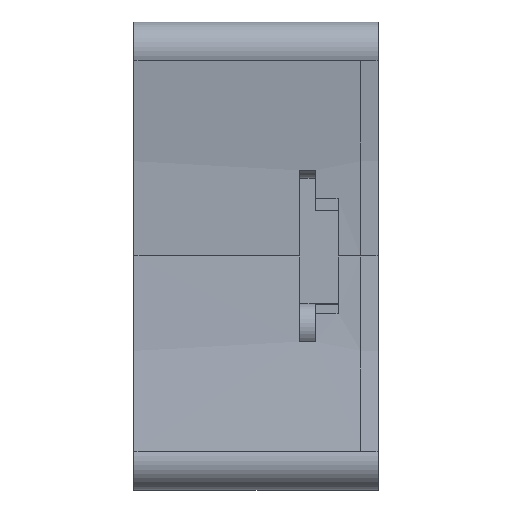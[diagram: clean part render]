
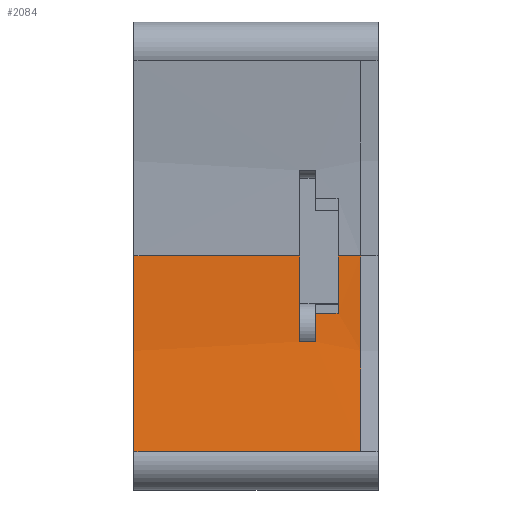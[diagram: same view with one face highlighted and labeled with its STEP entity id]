
A CAD part, left-side view. The second image highlights one B-rep face of the part: STEP entity #2084.
In plain terms, the highlighted free-form (B-spline) face has degree [5, 1] with [10, 2] control points.
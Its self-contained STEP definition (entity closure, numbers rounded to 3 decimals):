
#52=(
BOUNDED_CURVE()
B_SPLINE_CURVE(5,(#3816,#3817,#3818,#3819,#3820,#3821,#3822,#3823,#3824,
#3825),.UNSPECIFIED.,.F.,.F.)
B_SPLINE_CURVE_WITH_KNOTS((6,1,1,1,1,6),(0.024,0.1,0.2,0.3,
0.4,0.5),.UNSPECIFIED.)
CURVE()
GEOMETRIC_REPRESENTATION_ITEM()
RATIONAL_B_SPLINE_CURVE((1.,1.,1.,1.,1.,1.,1.,1.,1.,1.))
REPRESENTATION_ITEM('')
);
#60=(
BOUNDED_SURFACE()
B_SPLINE_SURFACE(5,1,((#3795,#3796),(#3797,#3798),(#3799,#3800),(#3801,
#3802),(#3803,#3804),(#3805,#3806),(#3807,#3808),(#3809,#3810),(#3811,#3812),
(#3813,#3814)),.UNSPECIFIED.,.F.,.F.,.F.)
B_SPLINE_SURFACE_WITH_KNOTS((6,1,1,1,1,6),(2,2),(-0.5,-0.4,-0.3,-0.2,-0.1,
-0.024),(0.,4.373),.UNSPECIFIED.)
GEOMETRIC_REPRESENTATION_ITEM()
RATIONAL_B_SPLINE_SURFACE(((1.,1.),(1.,1.),(1.,1.),(1.,1.),(1.,1.),(1.,
1.),(1.,1.),(1.,1.),(1.,1.),(1.,1.)))
REPRESENTATION_ITEM('')
SURFACE()
);
#66=B_SPLINE_CURVE_WITH_KNOTS('',3,(#2774,#2775,#2776,#2777),
 .UNSPECIFIED.,.F.,.F.,(4,4),(-1.51,0.),.UNSPECIFIED.);
#86=B_SPLINE_CURVE_WITH_KNOTS('',3,(#3096,#3097,#3098,#3099,#3100,#3101,
#3102),.UNSPECIFIED.,.F.,.F.,(4,3,4),(0.,1.719,3.429),
 .UNSPECIFIED.);
#132=B_SPLINE_CURVE_WITH_KNOTS('',3,(#3828,#3829,#3830,#3831),
 .UNSPECIFIED.,.F.,.F.,(4,4),(-1.052,-0.05),
 .UNSPECIFIED.);
#133=B_SPLINE_CURVE_WITH_KNOTS('',3,(#3833,#3834,#3835,#3836),
 .UNSPECIFIED.,.F.,.F.,(4,4),(-0.45,-0.05),.UNSPECIFIED.);
#134=B_SPLINE_CURVE_WITH_KNOTS('',3,(#3838,#3839,#3840,#3841),
 .UNSPECIFIED.,.F.,.F.,(4,4),(-0.551,-0.05),
 .UNSPECIFIED.);
#135=B_SPLINE_CURVE_WITH_KNOTS('',3,(#3843,#3844,#3845,#3846),
 .UNSPECIFIED.,.F.,.F.,(4,4),(-0.225,-0.05),.UNSPECIFIED.);
#136=B_SPLINE_CURVE_WITH_KNOTS('',3,(#3847,#3848,#3849,#3850),
 .UNSPECIFIED.,.F.,.F.,(4,4),(-0.15,-0.05),.UNSPECIFIED.);
#140=LINE('',#2827,#337);
#142=LINE('',#2876,#339);
#219=LINE('',#3826,#416);
#337=VECTOR('',#2326,10.);
#339=VECTOR('',#2328,10.);
#416=VECTOR('',#2437,10.);
#582=FACE_OUTER_BOUND('',#704,.T.);
#704=EDGE_LOOP('',(#1580,#1581,#1582,#1583,#1584,#1585,#1586,#1587,#1588,
#1589,#1590));
#837=VERTEX_POINT('',#2768);
#838=VERTEX_POINT('',#2773);
#844=VERTEX_POINT('',#2821);
#845=VERTEX_POINT('',#2826);
#848=VERTEX_POINT('',#2865);
#869=VERTEX_POINT('',#3095);
#965=VERTEX_POINT('',#3815);
#966=VERTEX_POINT('',#3827);
#967=VERTEX_POINT('',#3832);
#968=VERTEX_POINT('',#3837);
#969=VERTEX_POINT('',#3842);
#1044=EDGE_CURVE('',#838,#837,#66,.T.);
#1052=EDGE_CURVE('',#844,#845,#140,.T.);
#1056=EDGE_CURVE('',#848,#837,#142,.T.);
#1081=EDGE_CURVE('',#869,#845,#86,.T.);
#1202=EDGE_CURVE('',#965,#848,#52,.T.);
#1203=EDGE_CURVE('',#869,#965,#219,.T.);
#1204=EDGE_CURVE('',#844,#966,#132,.T.);
#1205=EDGE_CURVE('',#966,#967,#133,.T.);
#1206=EDGE_CURVE('',#967,#968,#134,.T.);
#1207=EDGE_CURVE('',#968,#969,#135,.T.);
#1208=EDGE_CURVE('',#969,#838,#136,.T.);
#1580=ORIENTED_EDGE('',*,*,#1044,.T.);
#1581=ORIENTED_EDGE('',*,*,#1056,.F.);
#1582=ORIENTED_EDGE('',*,*,#1202,.F.);
#1583=ORIENTED_EDGE('',*,*,#1203,.F.);
#1584=ORIENTED_EDGE('',*,*,#1081,.T.);
#1585=ORIENTED_EDGE('',*,*,#1052,.F.);
#1586=ORIENTED_EDGE('',*,*,#1204,.T.);
#1587=ORIENTED_EDGE('',*,*,#1205,.T.);
#1588=ORIENTED_EDGE('',*,*,#1206,.T.);
#1589=ORIENTED_EDGE('',*,*,#1207,.T.);
#1590=ORIENTED_EDGE('',*,*,#1208,.T.);
#2084=ADVANCED_FACE('',(#582),#60,.T.);
#2326=DIRECTION('',(0.,-1.,0.));
#2328=DIRECTION('',(0.,-1.,0.));
#2437=DIRECTION('',(0.,1.,0.));
#2768=CARTESIAN_POINT('',(-22.,10.75,-30.));
#2773=CARTESIAN_POINT('',(-22.647,10.75,-45.));
#2774=CARTESIAN_POINT('Ctrl Pts',(-22.647,10.75,-45.));
#2775=CARTESIAN_POINT('Ctrl Pts',(-22.225,10.75,-40.01));
#2776=CARTESIAN_POINT('Ctrl Pts',(-22.,10.75,-35.033));
#2777=CARTESIAN_POINT('Ctrl Pts',(-22.,10.75,-30.));
#2821=CARTESIAN_POINT('',(-22.,4.,-30.));
#2826=CARTESIAN_POINT('',(-22.,0.,-30.));
#2827=CARTESIAN_POINT('',(-22.,39.75,-30.));
#2865=CARTESIAN_POINT('',(-22.,39.75,-30.));
#2876=CARTESIAN_POINT('',(-22.,39.75,-30.));
#3095=CARTESIAN_POINT('',(-25.185,0.,-64.252));
#3096=CARTESIAN_POINT('Ctrl Pts',(-25.185,0.,-64.252));
#3097=CARTESIAN_POINT('Ctrl Pts',(-24.189,0.,-58.61));
#3098=CARTESIAN_POINT('Ctrl Pts',(-23.385,0.,
-52.847));
#3099=CARTESIAN_POINT('Ctrl Pts',(-22.838,0.,
-47.126));
#3100=CARTESIAN_POINT('Ctrl Pts',(-22.294,0.,
-41.434));
#3101=CARTESIAN_POINT('Ctrl Pts',(-22.,0.,-35.752));
#3102=CARTESIAN_POINT('Ctrl Pts',(-22.,0.,-30.));
#3795=CARTESIAN_POINT('Ctrl Pts',(-22.,39.75,-30.));
#3796=CARTESIAN_POINT('Ctrl Pts',(-22.,-3.975,-30.));
#3797=CARTESIAN_POINT('Ctrl Pts',(-22.,39.75,-31.44));
#3798=CARTESIAN_POINT('Ctrl Pts',(-22.,-3.975,-31.44));
#3799=CARTESIAN_POINT('Ctrl Pts',(-22.03,39.75,-34.32));
#3800=CARTESIAN_POINT('Ctrl Pts',(-22.03,-3.975,-34.32));
#3801=CARTESIAN_POINT('Ctrl Pts',(-22.168,39.75,-38.64));
#3802=CARTESIAN_POINT('Ctrl Pts',(-22.168,-3.975,-38.64));
#3803=CARTESIAN_POINT('Ctrl Pts',(-22.528,39.75,-44.4));
#3804=CARTESIAN_POINT('Ctrl Pts',(-22.528,-3.975,-44.4));
#3805=CARTESIAN_POINT('Ctrl Pts',(-23.218,39.75,-51.25));
#3806=CARTESIAN_POINT('Ctrl Pts',(-23.218,-3.975,-51.25));
#3807=CARTESIAN_POINT('Ctrl Pts',(-23.941,39.75,-56.661));
#3808=CARTESIAN_POINT('Ctrl Pts',(-23.941,-3.975,-56.661));
#3809=CARTESIAN_POINT('Ctrl Pts',(-24.561,39.75,-60.631));
#3810=CARTESIAN_POINT('Ctrl Pts',(-24.561,-3.975,-60.631));
#3811=CARTESIAN_POINT('Ctrl Pts',(-24.992,39.75,-63.162));
#3812=CARTESIAN_POINT('Ctrl Pts',(-24.992,-3.975,-63.162));
#3813=CARTESIAN_POINT('Ctrl Pts',(-25.185,39.75,-64.252));
#3814=CARTESIAN_POINT('Ctrl Pts',(-25.185,-3.975,-64.252));
#3815=CARTESIAN_POINT('',(-25.185,39.75,-64.252));
#3816=CARTESIAN_POINT('Ctrl Pts',(-25.185,39.75,-64.252));
#3817=CARTESIAN_POINT('Ctrl Pts',(-24.992,39.75,-63.162));
#3818=CARTESIAN_POINT('Ctrl Pts',(-24.561,39.75,-60.631));
#3819=CARTESIAN_POINT('Ctrl Pts',(-23.941,39.75,-56.661));
#3820=CARTESIAN_POINT('Ctrl Pts',(-23.218,39.75,-51.25));
#3821=CARTESIAN_POINT('Ctrl Pts',(-22.528,39.75,-44.4));
#3822=CARTESIAN_POINT('Ctrl Pts',(-22.168,39.75,-38.64));
#3823=CARTESIAN_POINT('Ctrl Pts',(-22.03,39.75,-34.32));
#3824=CARTESIAN_POINT('Ctrl Pts',(-22.,39.75,-31.44));
#3825=CARTESIAN_POINT('Ctrl Pts',(-22.,39.75,-30.));
#3826=CARTESIAN_POINT('',(-25.185,39.75,-64.252));
#3827=CARTESIAN_POINT('',(-22.291,4.,-40.));
#3828=CARTESIAN_POINT('Ctrl Pts',(-22.,4.,-30.));
#3829=CARTESIAN_POINT('Ctrl Pts',(-22.,4.,-33.345));
#3830=CARTESIAN_POINT('Ctrl Pts',(-22.099,4.,-36.667));
#3831=CARTESIAN_POINT('Ctrl Pts',(-22.291,4.,-40.));
#3832=CARTESIAN_POINT('',(-22.291,8.,-40.));
#3833=CARTESIAN_POINT('Ctrl Pts',(-22.291,4.,-40.));
#3834=CARTESIAN_POINT('Ctrl Pts',(-22.291,5.333,-40.));
#3835=CARTESIAN_POINT('Ctrl Pts',(-22.291,6.667,-40.));
#3836=CARTESIAN_POINT('Ctrl Pts',(-22.291,8.,-40.));
#3837=CARTESIAN_POINT('',(-22.647,8.,-45.));
#3838=CARTESIAN_POINT('Ctrl Pts',(-22.291,8.,-40.));
#3839=CARTESIAN_POINT('Ctrl Pts',(-22.387,8.,-41.669));
#3840=CARTESIAN_POINT('Ctrl Pts',(-22.506,8.,-43.335));
#3841=CARTESIAN_POINT('Ctrl Pts',(-22.647,8.,-45.));
#3842=CARTESIAN_POINT('',(-22.647,9.75,-45.));
#3843=CARTESIAN_POINT('Ctrl Pts',(-22.647,8.,-45.));
#3844=CARTESIAN_POINT('Ctrl Pts',(-22.647,8.583,-45.));
#3845=CARTESIAN_POINT('Ctrl Pts',(-22.647,9.167,-45.));
#3846=CARTESIAN_POINT('Ctrl Pts',(-22.647,9.75,-45.));
#3847=CARTESIAN_POINT('Ctrl Pts',(-22.647,9.75,-45.));
#3848=CARTESIAN_POINT('Ctrl Pts',(-22.647,10.083,-45.));
#3849=CARTESIAN_POINT('Ctrl Pts',(-22.647,10.417,-45.));
#3850=CARTESIAN_POINT('Ctrl Pts',(-22.647,10.75,-45.));
